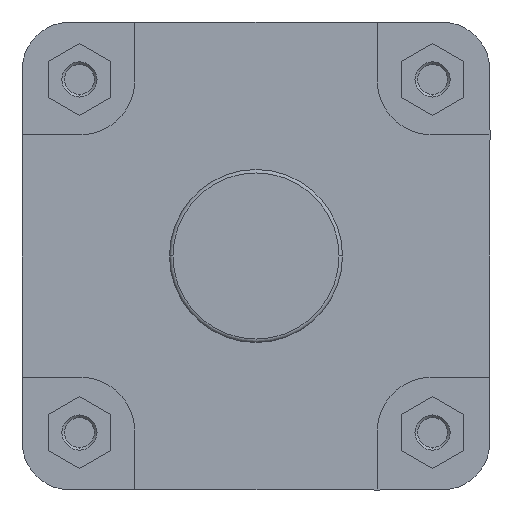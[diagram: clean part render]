
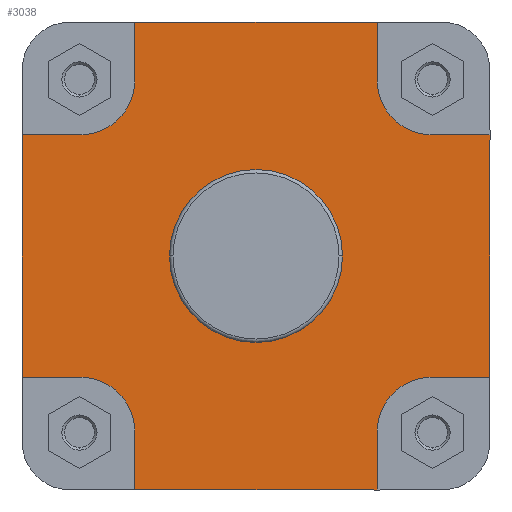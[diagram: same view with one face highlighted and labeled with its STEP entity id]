
A CAD part, left-side view. The second image highlights one B-rep face of the part: STEP entity #3038.
In plain terms, the highlighted planar face has unit normal (-1, 0, 0).
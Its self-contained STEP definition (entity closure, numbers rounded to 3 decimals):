
#49 = VERTEX_POINT ( 'NONE', #487 ) ;
#91 = CARTESIAN_POINT ( 'NONE',  ( 14., -135., 70. ) ) ;
#101 = CARTESIAN_POINT ( 'NONE',  ( 14., -101., 70. ) ) ;
#110 = CARTESIAN_POINT ( 'NONE',  ( 14., -70., -135. ) ) ;
#114 = VERTEX_POINT ( 'NONE', #319 ) ;
#125 = VERTEX_POINT ( 'NONE', #287 ) ;
#145 = VERTEX_POINT ( 'NONE', #161 ) ;
#147 = VERTEX_POINT ( 'NONE', #158 ) ;
#158 = CARTESIAN_POINT ( 'NONE',  ( 14., -101., -70. ) ) ;
#161 = CARTESIAN_POINT ( 'NONE',  ( 14., 70., 135. ) ) ;
#163 = VERTEX_POINT ( 'NONE', #110 ) ;
#173 = VERTEX_POINT ( 'NONE', #101 ) ;
#180 = VERTEX_POINT ( 'NONE', #91 ) ;
#287 = CARTESIAN_POINT ( 'NONE',  ( 14., -49.9, 0. ) ) ;
#307 = VERTEX_POINT ( 'NONE', #7104 ) ;
#319 = CARTESIAN_POINT ( 'NONE',  ( 14., 101., -70. ) ) ;
#321 = VERTEX_POINT ( 'NONE', #7110 ) ;
#331 = VERTEX_POINT ( 'NONE', #7187 ) ;
#336 = VERTEX_POINT ( 'NONE', #7180 ) ;
#352 = VERTEX_POINT ( 'NONE', #7166 ) ;
#353 = VERTEX_POINT ( 'NONE', #7167 ) ;
#456 = VERTEX_POINT ( 'NONE', #1578 ) ;
#471 = VERTEX_POINT ( 'NONE', #1593 ) ;
#474 = VERTEX_POINT ( 'NONE', #1596 ) ;
#475 = VERTEX_POINT ( 'NONE', #1597 ) ;
#487 = CARTESIAN_POINT ( 'NONE',  ( 14., 135., 70. ) ) ;
#1248 = FACE_BOUND ( 'NONE', #6853, .T. ) ;
#1250 = FACE_OUTER_BOUND ( 'NONE', #6857, .T. ) ;
#1578 = CARTESIAN_POINT ( 'NONE',  ( 14., 70., -135. ) ) ;
#1593 = CARTESIAN_POINT ( 'NONE',  ( 14., -70., -101. ) ) ;
#1596 = CARTESIAN_POINT ( 'NONE',  ( 14., -135., -70. ) ) ;
#1597 = CARTESIAN_POINT ( 'NONE',  ( 14., -70., 135. ) ) ;
#2554 = CARTESIAN_POINT ( 'NONE',  ( 14., 49.9, 0. ) ) ;
#2555 = PLANE ( 'NONE',  #3853 ) ;
#2556 = DIRECTION ( 'NONE',  ( 1., 0., 0. ) ) ;
#2557 = DIRECTION ( 'NONE',  ( 0., 1., 0. ) ) ;
#3038 = ADVANCED_FACE ( 'NONE', ( #1248, #1250 ), #2555, .F. ) ;
#3368 = EDGE_CURVE ( 'NONE', #125, #353, #5520, .T. ) ;
#3505 = EDGE_CURVE ( 'NONE', #114, #331, #5716, .T. ) ;
#3506 = EDGE_CURVE ( 'NONE', #331, #49, #5730, .T. ) ;
#3507 = EDGE_CURVE ( 'NONE', #49, #321, #5732, .T. ) ;
#3508 = EDGE_CURVE ( 'NONE', #321, #307, #5736, .T. ) ;
#3510 = EDGE_CURVE ( 'NONE', #307, #145, #5737, .T. ) ;
#3512 = EDGE_CURVE ( 'NONE', #145, #475, #5741, .T. ) ;
#3513 = EDGE_CURVE ( 'NONE', #475, #336, #5743, .T. ) ;
#3514 = EDGE_CURVE ( 'NONE', #336, #173, #5747, .T. ) ;
#3516 = EDGE_CURVE ( 'NONE', #173, #180, #5748, .T. ) ;
#3517 = EDGE_CURVE ( 'NONE', #474, #180, #5750, .T. ) ;
#3518 = EDGE_CURVE ( 'NONE', #474, #147, #5746, .T. ) ;
#3519 = EDGE_CURVE ( 'NONE', #147, #471, #5753, .T. ) ;
#3520 = EDGE_CURVE ( 'NONE', #456, #163, #5745, .T. ) ;
#3521 = EDGE_CURVE ( 'NONE', #352, #114, #5756, .T. ) ;
#3522 = EDGE_CURVE ( 'NONE', #353, #125, #5758, .T. ) ;
#3528 = EDGE_CURVE ( 'NONE', #471, #163, #5767, .T. ) ;
#3537 = EDGE_CURVE ( 'NONE', #456, #352, #5783, .T. ) ;
#3853 = AXIS2_PLACEMENT_3D ( 'NONE', #2554, #2556, #2557 ) ;
#3946 = AXIS2_PLACEMENT_3D ( 'NONE', #4578, #4579, #4580 ) ;
#4010 = AXIS2_PLACEMENT_3D ( 'NONE', #4929, #4937, #4938 ) ;
#4013 = AXIS2_PLACEMENT_3D ( 'NONE', #4903, #4924, #4925 ) ;
#4014 = AXIS2_PLACEMENT_3D ( 'NONE', #4948, #4957, #4958 ) ;
#4015 = AXIS2_PLACEMENT_3D ( 'NONE', #4946, #4949, #4950 ) ;
#4017 = AXIS2_PLACEMENT_3D ( 'NONE', #4943, #4954, #4955 ) ;
#4578 = CARTESIAN_POINT ( 'NONE',  ( 14., 0., 0. ) ) ;
#4579 = DIRECTION ( 'NONE',  ( -1., 0., 0. ) ) ;
#4580 = DIRECTION ( 'NONE',  ( 0., -1., 0. ) ) ;
#4903 = CARTESIAN_POINT ( 'NONE',  ( 14., 101., 101. ) ) ;
#4917 = CARTESIAN_POINT ( 'NONE',  ( 14., 101., -70. ) ) ;
#4918 = DIRECTION ( 'NONE',  ( 0., 1., 0. ) ) ;
#4919 = CARTESIAN_POINT ( 'NONE',  ( 14., 135., 0. ) ) ;
#4920 = DIRECTION ( 'NONE',  ( 0., 0., 1. ) ) ;
#4921 = CARTESIAN_POINT ( 'NONE',  ( 14., 135., 70. ) ) ;
#4922 = DIRECTION ( 'NONE',  ( 0., -1., 0. ) ) ;
#4923 = CARTESIAN_POINT ( 'NONE',  ( 14., 70., 101. ) ) ;
#4924 = DIRECTION ( 'NONE',  ( -1., 0., 0. ) ) ;
#4925 = DIRECTION ( 'NONE',  ( 0., 0., 1. ) ) ;
#4926 = CARTESIAN_POINT ( 'NONE',  ( 14., -135., -70. ) ) ;
#4929 = CARTESIAN_POINT ( 'NONE',  ( 14., -101., 101. ) ) ;
#4930 = DIRECTION ( 'NONE',  ( 0., 0., 1. ) ) ;
#4933 = CARTESIAN_POINT ( 'NONE',  ( 14., -297.141, 135. ) ) ;
#4934 = DIRECTION ( 'NONE',  ( 0., -1., 0. ) ) ;
#4935 = CARTESIAN_POINT ( 'NONE',  ( 14., -70., 135. ) ) ;
#4936 = DIRECTION ( 'NONE',  ( 0., 0., -1. ) ) ;
#4937 = DIRECTION ( 'NONE',  ( -1., 0., 0. ) ) ;
#4938 = DIRECTION ( 'NONE',  ( 0., -1., 0. ) ) ;
#4941 = CARTESIAN_POINT ( 'NONE',  ( 14., -101., 70. ) ) ;
#4942 = DIRECTION ( 'NONE',  ( 0., -1., 0. ) ) ;
#4943 = CARTESIAN_POINT ( 'NONE',  ( 14., 101., -101. ) ) ;
#4944 = CARTESIAN_POINT ( 'NONE',  ( 14., -135., 0. ) ) ;
#4945 = DIRECTION ( 'NONE',  ( 0., 0., 1. ) ) ;
#4946 = CARTESIAN_POINT ( 'NONE',  ( 14., -101., -101. ) ) ;
#4947 = DIRECTION ( 'NONE',  ( 0., 1., 0. ) ) ;
#4948 = CARTESIAN_POINT ( 'NONE',  ( 14., 0., 0. ) ) ;
#4949 = DIRECTION ( 'NONE',  ( -1., 0., 0. ) ) ;
#4950 = DIRECTION ( 'NONE',  ( 0., 0., -1. ) ) ;
#4951 = CARTESIAN_POINT ( 'NONE',  ( 14., -297.141, -135. ) ) ;
#4952 = DIRECTION ( 'NONE',  ( 0., -1., 0. ) ) ;
#4954 = DIRECTION ( 'NONE',  ( -1., 0., 0. ) ) ;
#4955 = DIRECTION ( 'NONE',  ( 0., 1., 0. ) ) ;
#4957 = DIRECTION ( 'NONE',  ( -1., 0., 0. ) ) ;
#4958 = DIRECTION ( 'NONE',  ( 0., -1., 0. ) ) ;
#4970 = CARTESIAN_POINT ( 'NONE',  ( 14., -70., -101. ) ) ;
#4971 = DIRECTION ( 'NONE',  ( 0., 0., -1. ) ) ;
#4990 = CARTESIAN_POINT ( 'NONE',  ( 14., 70., -135. ) ) ;
#4991 = DIRECTION ( 'NONE',  ( 0., 0., 1. ) ) ;
#5520 = CIRCLE ( 'NONE', #3946, 49.9 ) ;
#5716 = LINE ( 'NONE', #4917, #5719 ) ;
#5719 = VECTOR ( 'NONE', #4918, 1000. ) ;
#5727 = VECTOR ( 'NONE', #4930, 1000. ) ;
#5730 = LINE ( 'NONE', #4919, #5731 ) ;
#5731 = VECTOR ( 'NONE', #4920, 1000. ) ;
#5732 = LINE ( 'NONE', #4921, #5733 ) ;
#5733 = VECTOR ( 'NONE', #4922, 1000. ) ;
#5735 = VECTOR ( 'NONE', #4952, 1000. ) ;
#5736 = CIRCLE ( 'NONE', #4013, 31. ) ;
#5737 = LINE ( 'NONE', #4923, #5727 ) ;
#5741 = LINE ( 'NONE', #4933, #5742 ) ;
#5742 = VECTOR ( 'NONE', #4934, 1000. ) ;
#5743 = LINE ( 'NONE', #4935, #5744 ) ;
#5744 = VECTOR ( 'NONE', #4936, 1000. ) ;
#5745 = LINE ( 'NONE', #4951, #5735 ) ;
#5746 = LINE ( 'NONE', #4926, #5752 ) ;
#5747 = CIRCLE ( 'NONE', #4010, 31. ) ;
#5748 = LINE ( 'NONE', #4941, #5749 ) ;
#5749 = VECTOR ( 'NONE', #4942, 1000. ) ;
#5750 = LINE ( 'NONE', #4944, #5751 ) ;
#5751 = VECTOR ( 'NONE', #4945, 1000. ) ;
#5752 = VECTOR ( 'NONE', #4947, 1000. ) ;
#5753 = CIRCLE ( 'NONE', #4015, 31. ) ;
#5756 = CIRCLE ( 'NONE', #4017, 31. ) ;
#5758 = CIRCLE ( 'NONE', #4014, 49.9 ) ;
#5767 = LINE ( 'NONE', #4970, #5768 ) ;
#5768 = VECTOR ( 'NONE', #4971, 1000. ) ;
#5783 = LINE ( 'NONE', #4990, #5784 ) ;
#5784 = VECTOR ( 'NONE', #4991, 1000. ) ;
#6322 = ORIENTED_EDGE ( 'NONE', *, *, #3508, .F. ) ;
#6327 = ORIENTED_EDGE ( 'NONE', *, *, #3528, .F. ) ;
#6344 = ORIENTED_EDGE ( 'NONE', *, *, #3520, .T. ) ;
#6351 = ORIENTED_EDGE ( 'NONE', *, *, #3513, .F. ) ;
#6359 = ORIENTED_EDGE ( 'NONE', *, *, #3517, .T. ) ;
#6369 = ORIENTED_EDGE ( 'NONE', *, *, #3506, .F. ) ;
#6373 = ORIENTED_EDGE ( 'NONE', *, *, #3522, .F. ) ;
#6377 = ORIENTED_EDGE ( 'NONE', *, *, #3510, .F. ) ;
#6380 = ORIENTED_EDGE ( 'NONE', *, *, #3514, .F. ) ;
#6387 = ORIENTED_EDGE ( 'NONE', *, *, #3368, .F. ) ;
#6390 = ORIENTED_EDGE ( 'NONE', *, *, #3521, .F. ) ;
#6399 = ORIENTED_EDGE ( 'NONE', *, *, #3537, .F. ) ;
#6405 = ORIENTED_EDGE ( 'NONE', *, *, #3516, .F. ) ;
#6420 = ORIENTED_EDGE ( 'NONE', *, *, #3518, .F. ) ;
#6426 = ORIENTED_EDGE ( 'NONE', *, *, #3512, .F. ) ;
#6434 = ORIENTED_EDGE ( 'NONE', *, *, #3519, .F. ) ;
#6448 = ORIENTED_EDGE ( 'NONE', *, *, #3507, .F. ) ;
#6460 = ORIENTED_EDGE ( 'NONE', *, *, #3505, .F. ) ;
#6853 = EDGE_LOOP ( 'NONE', ( #6387, #6373 ) ) ;
#6857 = EDGE_LOOP ( 'NONE', ( #6390, #6399, #6344, #6327, #6434, #6420, #6359, #6405, #6380, #6351, #6426, #6377, #6322, #6448, #6369, #6460 ) ) ;
#7104 = CARTESIAN_POINT ( 'NONE',  ( 14., 70., 101. ) ) ;
#7110 = CARTESIAN_POINT ( 'NONE',  ( 14., 101., 70. ) ) ;
#7166 = CARTESIAN_POINT ( 'NONE',  ( 14., 70., -101. ) ) ;
#7167 = CARTESIAN_POINT ( 'NONE',  ( 14., 49.9, 0. ) ) ;
#7180 = CARTESIAN_POINT ( 'NONE',  ( 14., -70., 101. ) ) ;
#7187 = CARTESIAN_POINT ( 'NONE',  ( 14., 135., -70. ) ) ;
